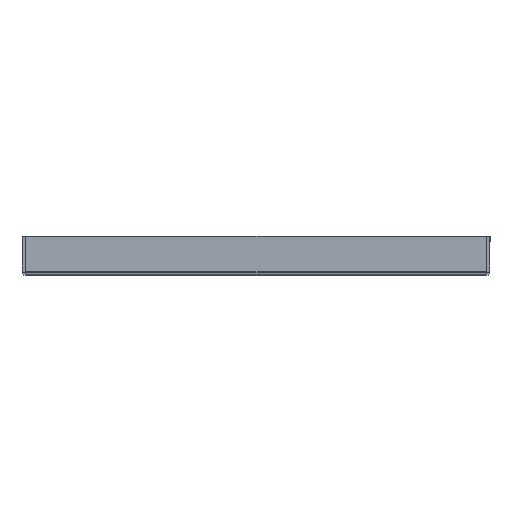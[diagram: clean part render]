
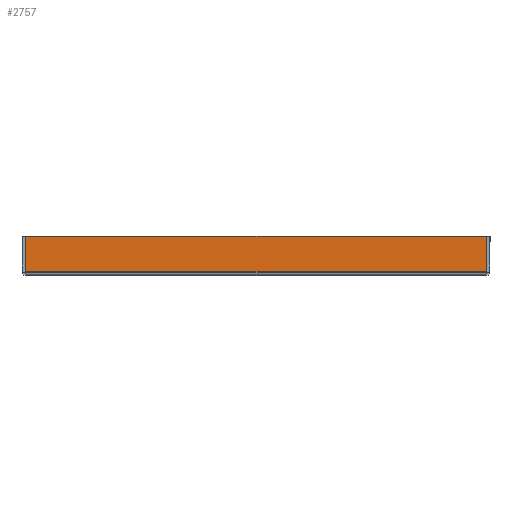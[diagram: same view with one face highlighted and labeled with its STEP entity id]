
A CAD part, left-side view. The second image highlights one B-rep face of the part: STEP entity #2757.
In plain terms, the highlighted planar face has unit normal (-1, 0, 0).
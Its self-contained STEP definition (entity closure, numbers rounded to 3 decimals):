
#124 = VERTEX_POINT ( 'NONE', #448 ) ;
#125 = VERTEX_POINT ( 'NONE', #449 ) ;
#132 = VERTEX_POINT ( 'NONE', #456 ) ;
#134 = VERTEX_POINT ( 'NONE', #458 ) ;
#448 = CARTESIAN_POINT ( 'NONE',  ( -1048.5, -95.99, 16.5 ) ) ;
#449 = CARTESIAN_POINT ( 'NONE',  ( -1048.5, 95.99, 16.5 ) ) ;
#456 = CARTESIAN_POINT ( 'NONE',  ( -1048.5, -95.99, 1.6 ) ) ;
#458 = CARTESIAN_POINT ( 'NONE',  ( -1048.5, 95.99, 1.6 ) ) ;
#1111 = CARTESIAN_POINT ( 'NONE',  ( -1048.5, -95.99, 1.5 ) ) ;
#1118 = PLANE ( 'NONE',  #3147 ) ;
#1123 = DIRECTION ( 'NONE',  ( 1., 0., 0. ) ) ;
#1124 = DIRECTION ( 'NONE',  ( 0., 0., -1. ) ) ;
#1593 = FACE_OUTER_BOUND ( 'NONE', #2312, .T. ) ;
#2256 = ORIENTED_EDGE ( 'NONE', *, *, #2927, .T. ) ;
#2308 = ORIENTED_EDGE ( 'NONE', *, *, #2932, .T. ) ;
#2312 = EDGE_LOOP ( 'NONE', ( #2334, #2386, #2308, #2256 ) ) ;
#2334 = ORIENTED_EDGE ( 'NONE', *, *, #2924, .F. ) ;
#2386 = ORIENTED_EDGE ( 'NONE', *, *, #2926, .T. ) ;
#2757 = ADVANCED_FACE ( 'NONE', ( #1593 ), #1118, .F. ) ;
#2924 = EDGE_CURVE ( 'NONE', #132, #134, #4070, .T. ) ;
#2926 = EDGE_CURVE ( 'NONE', #132, #124, #3967, .T. ) ;
#2927 = EDGE_CURVE ( 'NONE', #125, #134, #3850, .T. ) ;
#2932 = EDGE_CURVE ( 'NONE', #124, #125, #4143, .T. ) ;
#3147 = AXIS2_PLACEMENT_3D ( 'NONE', #1111, #1123, #1124 ) ;
#3395 = CARTESIAN_POINT ( 'NONE',  ( -1048.5, -95.99, 1.6 ) ) ;
#3396 = DIRECTION ( 'NONE',  ( 0., 1., 0. ) ) ;
#3397 = CARTESIAN_POINT ( 'NONE',  ( -1048.5, 95.99, 1.5 ) ) ;
#3400 = CARTESIAN_POINT ( 'NONE',  ( -1048.5, -95.99, 16.5 ) ) ;
#3401 = DIRECTION ( 'NONE',  ( 0., 0., 1. ) ) ;
#3403 = DIRECTION ( 'NONE',  ( 0., 0., -1. ) ) ;
#3413 = CARTESIAN_POINT ( 'NONE',  ( -1048.5, 95.99, 16.5 ) ) ;
#3414 = DIRECTION ( 'NONE',  ( 0., 1., 0. ) ) ;
#3850 = LINE ( 'NONE', #3397, #4126 ) ;
#3875 = VECTOR ( 'NONE', #3396, 1000. ) ;
#3924 = VECTOR ( 'NONE', #3401, 1000. ) ;
#3967 = LINE ( 'NONE', #3400, #3924 ) ;
#4007 = VECTOR ( 'NONE', #3414, 1000. ) ;
#4070 = LINE ( 'NONE', #3395, #3875 ) ;
#4126 = VECTOR ( 'NONE', #3403, 1000. ) ;
#4143 = LINE ( 'NONE', #3413, #4007 ) ;
